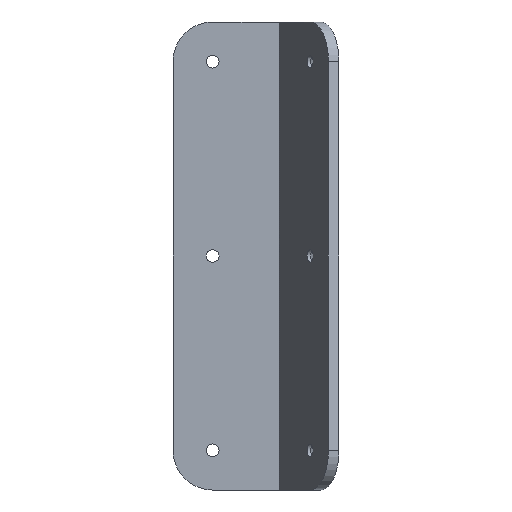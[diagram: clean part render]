
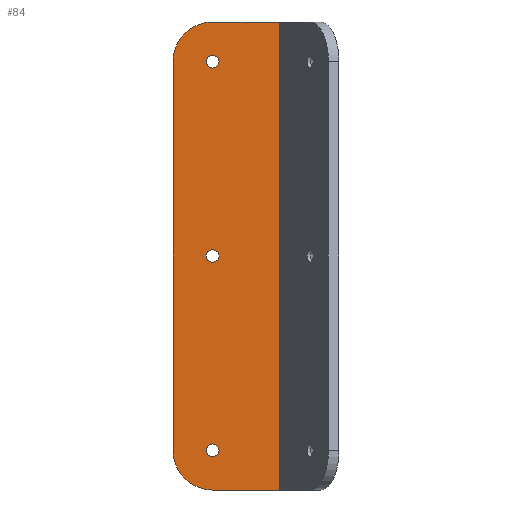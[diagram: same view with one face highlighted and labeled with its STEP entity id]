
A CAD part, front view. The second image highlights one B-rep face of the part: STEP entity #84.
In plain terms, the highlighted planar face has unit normal (0, -1, 0).
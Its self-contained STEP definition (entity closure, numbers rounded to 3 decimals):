
#84=ADVANCED_FACE('',(#304,#306,#308,#310),#312,.F.);
#304=FACE_BOUND('',#305,.T.);
#305=EDGE_LOOP('',(#510,#511,#512,#513,#514,#515));
#306=FACE_BOUND('',#307,.T.);
#307=EDGE_LOOP('',(#516));
#308=FACE_BOUND('',#309,.T.);
#309=EDGE_LOOP('',(#517));
#310=FACE_BOUND('',#311,.T.);
#311=EDGE_LOOP('',(#518));
#312=PLANE('',#313);
#313=AXIS2_PLACEMENT_3D('',#314,#315,#316);
#314=CARTESIAN_POINT('',(0.,108.,0.));
#315=DIRECTION('',(0.,1.,0.));
#316=DIRECTION('',(0.,0.,-1.));
#510=ORIENTED_EDGE('',*,*,#601,.F.);
#511=ORIENTED_EDGE('',*,*,#602,.F.);
#512=ORIENTED_EDGE('',*,*,#603,.F.);
#513=ORIENTED_EDGE('',*,*,#578,.F.);
#514=ORIENTED_EDGE('',*,*,#604,.F.);
#515=ORIENTED_EDGE('',*,*,#583,.F.);
#516=ORIENTED_EDGE('',*,*,#605,.T.);
#517=ORIENTED_EDGE('',*,*,#606,.T.);
#518=ORIENTED_EDGE('',*,*,#607,.T.);
#578=EDGE_CURVE('',#627,#629,#630,.T.);
#583=EDGE_CURVE('',#636,#639,#640,.T.);
#601=EDGE_CURVE('',#671,#636,#672,.F.);
#602=EDGE_CURVE('',#673,#671,#674,.T.);
#603=EDGE_CURVE('',#629,#673,#675,.F.);
#604=EDGE_CURVE('',#639,#627,#676,.T.);
#605=EDGE_CURVE('',#677,#677,#678,.T.);
#606=EDGE_CURVE('',#679,#679,#680,.T.);
#607=EDGE_CURVE('',#681,#681,#682,.T.);
#627=VERTEX_POINT('',#715);
#629=VERTEX_POINT('',#719);
#630=LINE('',#720,#721);
#636=VERTEX_POINT('',#734);
#639=VERTEX_POINT('',#739);
#640=LINE('',#740,#741);
#671=VERTEX_POINT('',#817);
#672=CIRCLE('',#818,10.);
#673=VERTEX_POINT('',#822);
#674=LINE('',#823,#824);
#675=CIRCLE('',#826,10.);
#676=LINE('',#830,#831);
#677=VERTEX_POINT('',#833);
#678=CIRCLE('',#834,1.6);
#679=VERTEX_POINT('',#838);
#680=CIRCLE('',#839,1.6);
#681=VERTEX_POINT('',#843);
#682=CIRCLE('',#844,1.6);
#715=CARTESIAN_POINT('',(61.323,108.,-145.));
#719=CARTESIAN_POINT('',(44.5,108.,-145.));
#720=CARTESIAN_POINT('',(61.323,108.,-145.));
#721=VECTOR('',#722,1.);
#722=DIRECTION('',(-1.,0.,0.));
#734=CARTESIAN_POINT('',(44.5,108.,-27.));
#739=CARTESIAN_POINT('',(61.323,108.,-27.));
#740=CARTESIAN_POINT('',(44.5,108.,-27.));
#741=VECTOR('',#742,1.);
#742=DIRECTION('',(1.,0.,0.));
#817=CARTESIAN_POINT('',(34.5,108.,-37.));
#818=AXIS2_PLACEMENT_3D('',#819,#820,#821);
#819=CARTESIAN_POINT('',(44.5,108.,-37.));
#820=DIRECTION('',(0.,-1.,0.));
#821=DIRECTION('',(0.,0.,1.));
#822=CARTESIAN_POINT('',(34.5,108.,-135.));
#823=CARTESIAN_POINT('',(34.5,108.,-135.));
#824=VECTOR('',#825,1.);
#825=DIRECTION('',(0.,0.,1.));
#826=AXIS2_PLACEMENT_3D('',#827,#828,#829);
#827=CARTESIAN_POINT('',(44.5,108.,-135.));
#828=DIRECTION('',(0.,-1.,0.));
#829=DIRECTION('',(-1.,0.,0.));
#830=CARTESIAN_POINT('',(61.323,108.,-27.));
#831=VECTOR('',#832,1.);
#832=DIRECTION('',(0.,0.,-1.));
#833=CARTESIAN_POINT('',(44.5,108.,-136.6));
#834=AXIS2_PLACEMENT_3D('',#835,#836,#837);
#835=CARTESIAN_POINT('',(44.5,108.,-135.));
#836=DIRECTION('',(0.,1.,0.));
#837=DIRECTION('',(0.,0.,-1.));
#838=CARTESIAN_POINT('',(44.5,108.,-87.6));
#839=AXIS2_PLACEMENT_3D('',#840,#841,#842);
#840=CARTESIAN_POINT('',(44.5,108.,-86.));
#841=DIRECTION('',(0.,1.,0.));
#842=DIRECTION('',(0.,0.,-1.));
#843=CARTESIAN_POINT('',(44.5,108.,-38.6));
#844=AXIS2_PLACEMENT_3D('',#845,#846,#847);
#845=CARTESIAN_POINT('',(44.5,108.,-37.));
#846=DIRECTION('',(0.,1.,0.));
#847=DIRECTION('',(0.,0.,-1.));
